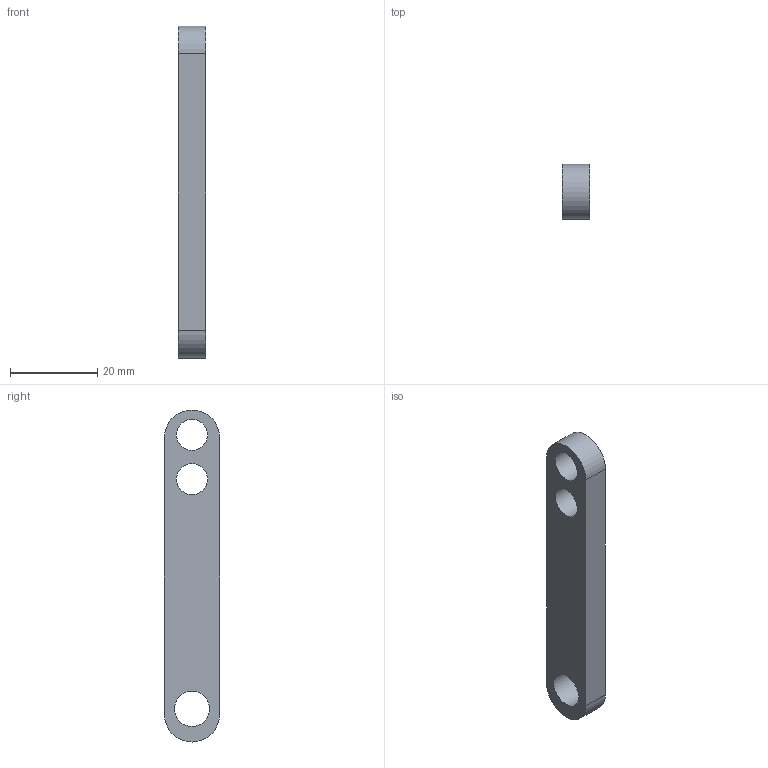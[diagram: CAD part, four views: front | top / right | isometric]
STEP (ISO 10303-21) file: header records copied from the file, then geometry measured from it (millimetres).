
FILE_DESCRIPTION(/* description */ (''),/* implementation_level */ '2;1');
FILE_NAME(/* name */ 'Vwheelarm_ipt_d7932a7b.STEP',/* time_stamp */ '2018-02-13T23:11:26-05:00',/* author */ ('CIT-Labs'),/* organization */ (''),/* preprocessor_version */ 'ST-DEVELOPER v16.13',/* originating_system */ 'Autodesk Inventor 2018',/* authorisation */ '');
FILE_SCHEMA (('AUTOMOTIVE_DESIGN { 1 0 10303 214 3 1 1 }'));
Length unit declared in the file: inch
Products named in the file (1): torsionarm
Bounding box: 6.35 x 12.7 x 76.2 mm (x, y, z)
Volume: 5090.9 mm3; surface area: 3109.4 mm2
Topology: 1 solids, 1 shells, 9 faces, 21 edges, 14 vertices
Faces by surface type: cylinder 5, plane 4
Full cylindrical faces by diameter (mm): 7.144 x2, 8.077 x1
Entity records: 303 total; most frequent: DIRECTION 48, CARTESIAN_POINT 42, ORIENTED_EDGE 36, AXIS2_PLACEMENT_3D 20, EDGE_LOOP 18, EDGE_CURVE 18, VERTEX_POINT 14, CIRCLE 10
